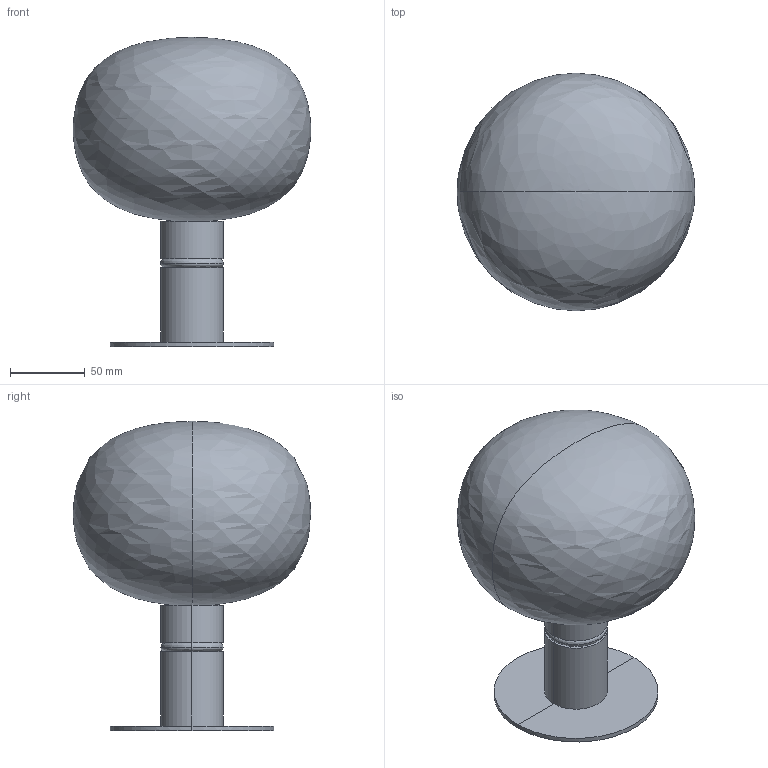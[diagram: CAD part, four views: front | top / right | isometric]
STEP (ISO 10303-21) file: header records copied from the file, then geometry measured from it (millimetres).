
FILE_DESCRIPTION(/* description */ (''),/* implementation_level */ '2;1');
FILE_NAME(/* name */ '17E9B4~1',/* time_stamp */ '2020-05-13T15:38:35+02:00',/* author */ (''),/* organization */ (''),/* preprocessor_version */ 'ST-DEVELOPER v15',/* originating_system */ '',/* authorisation */ '');
FILE_SCHEMA (('AUTOMOTIVE_DESIGN'));
Length unit declared in the file: millimetre
Products named in the file (1): Document
Bounding box: 159.31 x 159.43 x 207.33 mm (x, y, z)
Volume: 1834495.1 mm3; surface area: 99092.3 mm2
Topology: 3 solids, 5 shells, 20 faces, 48 edges, 22 vertices
Faces by surface type: bspline 20
Entity records: 750 total; most frequent: CARTESIAN_POINT 465, ORIENTED_EDGE 68, EDGE_CURVE 36, VERTEX_POINT 22, ADVANCED_FACE 20, FACE_OUTER_BOUND 20, EDGE_LOOP 20, B_SPLINE_CURVE_WITH_KNOTS 16
